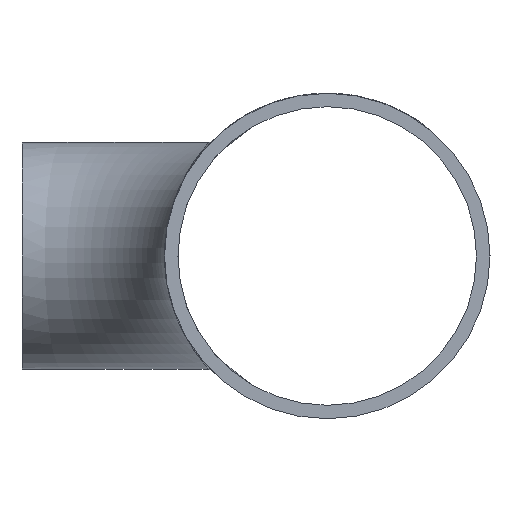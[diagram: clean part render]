
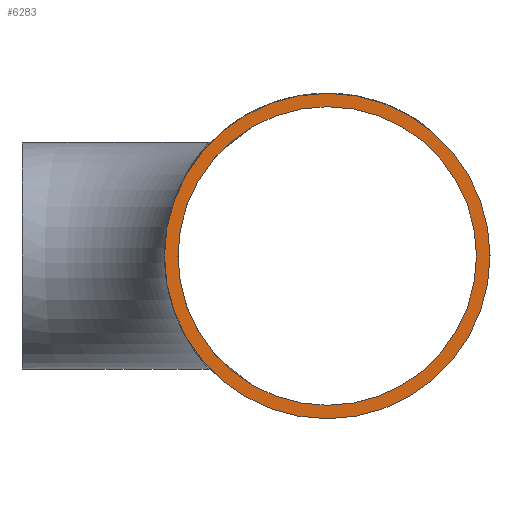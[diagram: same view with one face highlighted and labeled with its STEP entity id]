
A CAD part, left-side view. The second image highlights one B-rep face of the part: STEP entity #6283.
In plain terms, the highlighted planar face has unit normal (-1, 0, 0).
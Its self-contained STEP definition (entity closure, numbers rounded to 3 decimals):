
#621 = DIRECTION ( 'NONE',  ( 0., 0., -1. ) ) ;
#1038 = CIRCLE ( 'NONE', #20632, 24.15 ) ;
#2091 = PLANE ( 'NONE',  #8312 ) ;
#3444 = CARTESIAN_POINT ( 'NONE',  ( -57., -45.29, 0. ) ) ;
#5016 = EDGE_LOOP ( 'NONE', ( #14503 ) ) ;
#6283 = ADVANCED_FACE ( 'NONE', ( #23387, #8507 ), #2091, .F. ) ;
#6987 = EDGE_CURVE ( 'NONE', #23949, #23949, #1038, .T. ) ;
#8312 = AXIS2_PLACEMENT_3D ( 'NONE', #16786, #21508, #10771 ) ;
#8335 = CIRCLE ( 'NONE', #26616, 22.15 ) ;
#8507 = FACE_OUTER_BOUND ( 'NONE', #16499, .T. ) ;
#9441 = DIRECTION ( 'NONE',  ( 1., 0., 0. ) ) ;
#10771 = DIRECTION ( 'NONE',  ( 0., 0., -1. ) ) ;
#12748 = CARTESIAN_POINT ( 'NONE',  ( -57., -45.29, -22.15 ) ) ;
#14503 = ORIENTED_EDGE ( 'NONE', *, *, #28189, .T. ) ;
#14531 = ORIENTED_EDGE ( 'NONE', *, *, #6987, .F. ) ;
#16499 = EDGE_LOOP ( 'NONE', ( #14531 ) ) ;
#16786 = CARTESIAN_POINT ( 'NONE',  ( -57., -45.29, 0. ) ) ;
#20632 = AXIS2_PLACEMENT_3D ( 'NONE', #3444, #9441, #621 ) ;
#21131 = DIRECTION ( 'NONE',  ( 1., 0., 0. ) ) ;
#21348 = VERTEX_POINT ( 'NONE', #12748 ) ;
#21508 = DIRECTION ( 'NONE',  ( 1., 0., 0. ) ) ;
#23387 = FACE_BOUND ( 'NONE', #5016, .T. ) ;
#23949 = VERTEX_POINT ( 'NONE', #25792 ) ;
#25711 = DIRECTION ( 'NONE',  ( 0., 0., -1. ) ) ;
#25792 = CARTESIAN_POINT ( 'NONE',  ( -57., -45.29, -24.15 ) ) ;
#26616 = AXIS2_PLACEMENT_3D ( 'NONE', #27999, #21131, #25711 ) ;
#27999 = CARTESIAN_POINT ( 'NONE',  ( -57., -45.29, 0. ) ) ;
#28189 = EDGE_CURVE ( 'NONE', #21348, #21348, #8335, .T. ) ;
